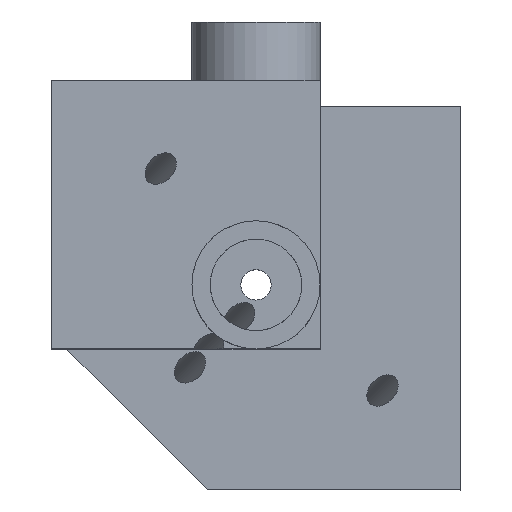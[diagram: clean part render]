
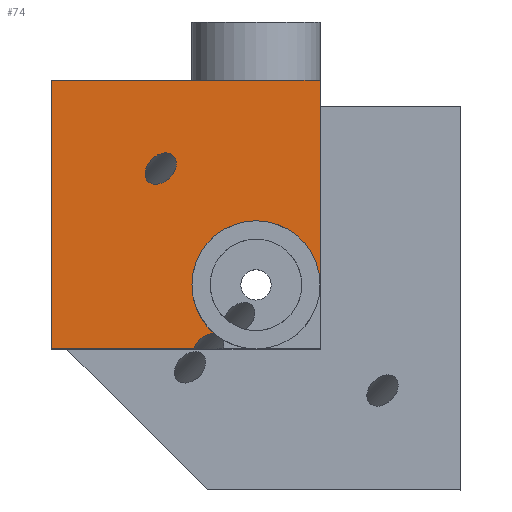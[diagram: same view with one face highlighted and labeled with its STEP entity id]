
A CAD part, top view. The second image highlights one B-rep face of the part: STEP entity #74.
In plain terms, the highlighted planar face has unit normal (0, 0, 1).
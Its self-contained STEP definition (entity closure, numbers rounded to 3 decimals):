
#23=FACE_BOUND('',#182,.T.);
#74=ADVANCED_FACE('',(#123,#23),#786,.T.);
#123=FACE_OUTER_BOUND('',#181,.T.);
#181=EDGE_LOOP('',(#350,#351,#352,#353,#354,#355));
#182=EDGE_LOOP('',(#356));
#350=ORIENTED_EDGE('',*,*,#559,.T.);
#351=ORIENTED_EDGE('',*,*,#502,.T.);
#352=ORIENTED_EDGE('',*,*,#554,.F.);
#353=ORIENTED_EDGE('',*,*,#519,.T.);
#354=ORIENTED_EDGE('',*,*,#520,.T.);
#355=ORIENTED_EDGE('',*,*,#522,.F.);
#356=ORIENTED_EDGE('',*,*,#557,.T.);
#502=EDGE_CURVE('',#727,#734,#567,.T.);
#519=EDGE_CURVE('',#746,#744,#591,.T.);
#520=EDGE_CURVE('',#744,#748,#592,.T.);
#522=EDGE_CURVE('',#730,#748,#594,.T.);
#554=EDGE_CURVE('',#746,#734,#625,.T.);
#557=EDGE_CURVE('',#721,#721,#627,.T.);
#559=EDGE_CURVE('',#730,#727,#629,.T.);
#567=TRIMMED_CURVE($,#677,(#1661),(#1662),.T.,.CARTESIAN.);
#591=B_SPLINE_CURVE_WITH_KNOTS('',1,(#1702,#1703),.UNSPECIFIED.,.F.,.F.,
(2,2),(262.48,336.),.UNSPECIFIED.);
#592=B_SPLINE_CURVE_WITH_KNOTS('',1,(#1704,#1705),.UNSPECIFIED.,.F.,.F.,
(2,2),(336.,409.52),.UNSPECIFIED.);
#594=B_SPLINE_CURVE_WITH_KNOTS('',3,(#1710,#1711,#1712,#1713),
 .UNSPECIFIED.,.F.,.F.,(4,4),(73.097,112.),
 .UNSPECIFIED.);
#625=B_SPLINE_CURVE_WITH_KNOTS('',3,(#1916,#1917,#1918,#1919,#1920,#1921,
#1922),.UNSPECIFIED.,.F.,.F.,(4,3,4),(-154.075,-147.04,
-98.075),.UNSPECIFIED.);
#627=B_SPLINE_CURVE_WITH_KNOTS('',3,(#1959,#1960,#1961,#1962,#1963,#1964,
#1965,#1966,#1967,#1968,#1969,#1970,#1971,#1972,#1973,#1974,#1975,#1976,
#1977,#1978,#1979,#1980,#1981,#1982,#1983,#1984,#1985,#1986,#1987,#1988,
#1989,#1990,#1991,#1992,#1993,#1994,#1995),.UNSPECIFIED.,.T.,.F.,(4,2,2,
2,3,2,2,2,3,2,2,2,3,2,2,2,4),(0.,1.856,3.714,5.575,
7.432,8.935,10.463,11.971,13.46,
15.316,17.174,19.035,20.893,22.395,
23.923,25.431,26.92),.UNSPECIFIED.);
#629=B_SPLINE_CURVE_WITH_KNOTS('',3,(#2033,#2034,#2035,#2036,#2037,#2038,
#2039,#2040,#2041,#2042,#2043,#2044,#2045),.UNSPECIFIED.,.F.,.F.,(4,2,3,
2,2,4),(0.762,1.702,3.406,5.084,
6.761,8.334),.UNSPECIFIED.);
#677=CIRCLE('',#977,17.52);
#721=VERTEX_POINT('',#1246);
#727=VERTEX_POINT('',#1252);
#730=VERTEX_POINT('',#1255);
#734=VERTEX_POINT('',#1259);
#744=VERTEX_POINT('',#1269);
#746=VERTEX_POINT('',#1271);
#748=VERTEX_POINT('',#1273);
#786=PLANE('',#943);
#943=AXIS2_PLACEMENT_3D('',#1163,#1033,$);
#977=AXIS2_PLACEMENT_3D($,#1660,#1090,#1091);
#1033=DIRECTION('',(0.,0.,1.));
#1090=DIRECTION('',(0.,0.,-1.));
#1091=DIRECTION('',(-0.653,-0.758,0.));
#1163=CARTESIAN_POINT('',(-56.,-56.,112.));
#1246=CARTESIAN_POINT('',(-30.253,31.346,112.));
#1252=CARTESIAN_POINT('',(-11.436,-13.273,112.));
#1255=CARTESIAN_POINT('',(-17.097,-17.52,112.));
#1259=CARTESIAN_POINT('',(17.52,0.,112.));
#1269=CARTESIAN_POINT('',(-56.,56.,112.));
#1271=CARTESIAN_POINT('',(17.52,56.,112.));
#1273=CARTESIAN_POINT('',(-56.,-17.52,112.));
#1660=CARTESIAN_POINT('',(0.,0.,112.));
#1661=CARTESIAN_POINT('',(-11.436,-13.273,112.));
#1662=CARTESIAN_POINT('',(17.52,0.,112.));
#1702=CARTESIAN_POINT('',(17.52,56.,112.));
#1703=CARTESIAN_POINT('',(-56.,56.,112.));
#1704=CARTESIAN_POINT('',(-56.,56.,112.));
#1705=CARTESIAN_POINT('',(-56.,-17.52,112.));
#1710=CARTESIAN_POINT('',(-17.097,-17.52,112.));
#1711=CARTESIAN_POINT('',(-30.065,-17.52,112.));
#1712=CARTESIAN_POINT('',(-43.032,-17.52,112.));
#1713=CARTESIAN_POINT('',(-56.,-17.52,112.));
#1916=CARTESIAN_POINT('',(17.52,56.,112.));
#1917=CARTESIAN_POINT('',(17.52,53.655,112.));
#1918=CARTESIAN_POINT('',(17.52,51.31,112.));
#1919=CARTESIAN_POINT('',(17.52,48.965,112.));
#1920=CARTESIAN_POINT('',(17.52,32.643,112.));
#1921=CARTESIAN_POINT('',(17.52,16.322,112.));
#1922=CARTESIAN_POINT('',(17.52,0.,112.));
#1959=CARTESIAN_POINT('',(-30.253,31.346,112.));
#1960=CARTESIAN_POINT('',(-30.119,31.946,112.));
#1961=CARTESIAN_POINT('',(-29.868,32.524,112.));
#1962=CARTESIAN_POINT('',(-29.229,33.572,112.));
#1963=CARTESIAN_POINT('',(-28.832,34.055,112.));
#1964=CARTESIAN_POINT('',(-27.935,34.894,112.));
#1965=CARTESIAN_POINT('',(-27.426,35.26,112.));
#1966=CARTESIAN_POINT('',(-26.332,35.821,112.));
#1967=CARTESIAN_POINT('',(-25.732,36.025,112.));
#1968=CARTESIAN_POINT('',(-25.12,36.097,112.));
#1969=CARTESIAN_POINT('',(-24.627,36.156,112.));
#1970=CARTESIAN_POINT('',(-24.119,36.129,112.));
#1971=CARTESIAN_POINT('',(-23.158,35.825,112.));
#1972=CARTESIAN_POINT('',(-22.732,35.552,112.));
#1973=CARTESIAN_POINT('',(-22.09,34.767,112.));
#1974=CARTESIAN_POINT('',(-21.903,34.298,112.));
#1975=CARTESIAN_POINT('',(-21.753,33.316,112.));
#1976=CARTESIAN_POINT('',(-21.787,32.813,112.));
#1977=CARTESIAN_POINT('',(-21.895,32.333,112.));
#1978=CARTESIAN_POINT('',(-22.029,31.733,112.));
#1979=CARTESIAN_POINT('',(-22.28,31.154,112.));
#1980=CARTESIAN_POINT('',(-22.919,30.107,112.));
#1981=CARTESIAN_POINT('',(-23.317,29.624,112.));
#1982=CARTESIAN_POINT('',(-24.213,28.784,112.));
#1983=CARTESIAN_POINT('',(-24.722,28.419,112.));
#1984=CARTESIAN_POINT('',(-25.816,27.857,112.));
#1985=CARTESIAN_POINT('',(-26.416,27.653,112.));
#1986=CARTESIAN_POINT('',(-27.028,27.581,112.));
#1987=CARTESIAN_POINT('',(-27.521,27.523,112.));
#1988=CARTESIAN_POINT('',(-28.029,27.55,112.));
#1989=CARTESIAN_POINT('',(-28.99,27.853,112.));
#1990=CARTESIAN_POINT('',(-29.416,28.127,112.));
#1991=CARTESIAN_POINT('',(-30.059,28.912,112.));
#1992=CARTESIAN_POINT('',(-30.245,29.38,112.));
#1993=CARTESIAN_POINT('',(-30.396,30.363,112.));
#1994=CARTESIAN_POINT('',(-30.361,30.866,112.));
#1995=CARTESIAN_POINT('',(-30.253,31.346,112.));
#2033=CARTESIAN_POINT('',(-17.097,-17.52,112.));
#2034=CARTESIAN_POINT('',(-16.996,-17.224,112.));
#2035=CARTESIAN_POINT('',(-16.869,-16.936,112.));
#2036=CARTESIAN_POINT('',(-16.457,-16.164,112.));
#2037=CARTESIAN_POINT('',(-16.121,-15.699,112.));
#2038=CARTESIAN_POINT('',(-15.74,-15.285,112.));
#2039=CARTESIAN_POINT('',(-15.364,-14.878,112.));
#2040=CARTESIAN_POINT('',(-14.938,-14.512,112.));
#2041=CARTESIAN_POINT('',(-14.015,-13.902,112.));
#2042=CARTESIAN_POINT('',(-13.509,-13.651,112.));
#2043=CARTESIAN_POINT('',(-12.485,-13.329,112.));
#2044=CARTESIAN_POINT('',(-11.958,-13.244,112.));
#2045=CARTESIAN_POINT('',(-11.436,-13.273,112.));
